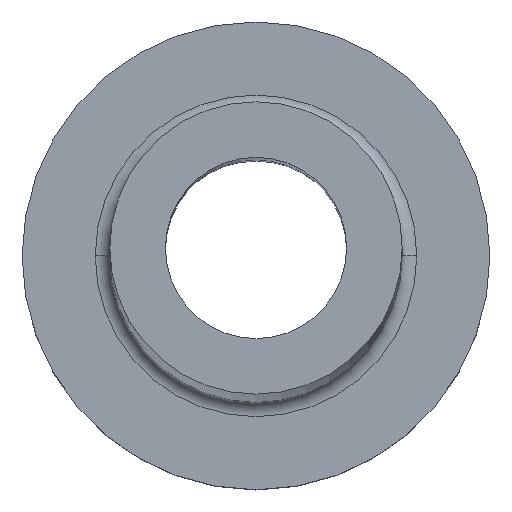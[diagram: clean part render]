
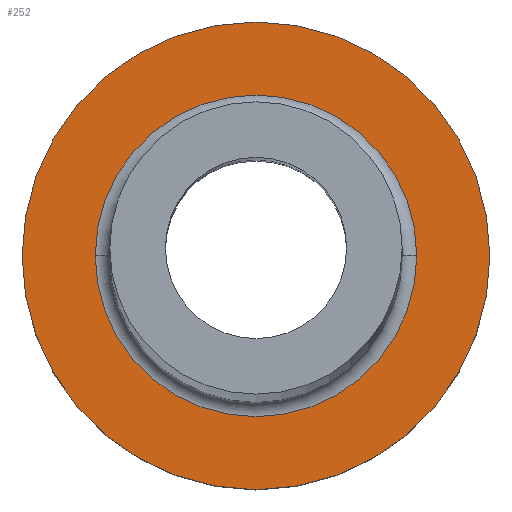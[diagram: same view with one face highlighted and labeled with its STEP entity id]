
A CAD part, top view. The second image highlights one B-rep face of the part: STEP entity #252.
In plain terms, the highlighted planar face has unit normal (0, 0, 1).
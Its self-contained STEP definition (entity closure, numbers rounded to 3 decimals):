
#8 = VERTEX_POINT ( 'NONE', #247 ) ;
#10 = PLANE ( 'NONE',  #376 ) ;
#24 = CARTESIAN_POINT ( 'NONE',  ( 8., 0., 5. ) ) ;
#29 = CARTESIAN_POINT ( 'NONE',  ( 0., 0., 5. ) ) ;
#35 = CIRCLE ( 'NONE', #206, 5.5 ) ;
#56 = ORIENTED_EDGE ( 'NONE', *, *, #198, .T. ) ;
#62 = FACE_BOUND ( 'NONE', #134, .T. ) ;
#73 = CARTESIAN_POINT ( 'NONE',  ( 0., 0., 5. ) ) ;
#79 = AXIS2_PLACEMENT_3D ( 'NONE', #125, #117, #403 ) ;
#85 = DIRECTION ( 'NONE',  ( 0., 0., 1. ) ) ;
#97 = VERTEX_POINT ( 'NONE', #108 ) ;
#108 = CARTESIAN_POINT ( 'NONE',  ( 5.5, 0., 5. ) ) ;
#111 = CIRCLE ( 'NONE', #79, 8. ) ;
#115 = AXIS2_PLACEMENT_3D ( 'NONE', #29, #138, #307 ) ;
#117 = DIRECTION ( 'NONE',  ( 0., 0., 1. ) ) ;
#122 = VERTEX_POINT ( 'NONE', #294 ) ;
#125 = CARTESIAN_POINT ( 'NONE',  ( 0., 0., 5. ) ) ;
#134 = EDGE_LOOP ( 'NONE', ( #402, #297 ) ) ;
#138 = DIRECTION ( 'NONE',  ( 0., 0., 1. ) ) ;
#152 = CARTESIAN_POINT ( 'NONE',  ( 0., 0., 5. ) ) ;
#191 = EDGE_CURVE ( 'NONE', #97, #122, #365, .T. ) ;
#197 = EDGE_LOOP ( 'NONE', ( #56, #330 ) ) ;
#198 = EDGE_CURVE ( 'NONE', #8, #362, #111, .T. ) ;
#206 = AXIS2_PLACEMENT_3D ( 'NONE', #73, #276, #242 ) ;
#208 = AXIS2_PLACEMENT_3D ( 'NONE', #227, #364, #292 ) ;
#227 = CARTESIAN_POINT ( 'NONE',  ( 0., 0., 5. ) ) ;
#242 = DIRECTION ( 'NONE',  ( 1., 0., 0. ) ) ;
#247 = CARTESIAN_POINT ( 'NONE',  ( -8., 0., 5. ) ) ;
#252 = ADVANCED_FACE ( 'NONE', ( #62, #261 ), #10, .T. ) ;
#261 = FACE_OUTER_BOUND ( 'NONE', #197, .T. ) ;
#276 = DIRECTION ( 'NONE',  ( 0., 0., -1. ) ) ;
#292 = DIRECTION ( 'NONE',  ( 1., 0., 0. ) ) ;
#294 = CARTESIAN_POINT ( 'NONE',  ( -5.5, 0., 5. ) ) ;
#297 = ORIENTED_EDGE ( 'NONE', *, *, #407, .T. ) ;
#303 = CIRCLE ( 'NONE', #115, 8. ) ;
#307 = DIRECTION ( 'NONE',  ( 1., 0., 0. ) ) ;
#330 = ORIENTED_EDGE ( 'NONE', *, *, #359, .T. ) ;
#359 = EDGE_CURVE ( 'NONE', #362, #8, #303, .T. ) ;
#362 = VERTEX_POINT ( 'NONE', #24 ) ;
#364 = DIRECTION ( 'NONE',  ( 0., 0., -1. ) ) ;
#365 = CIRCLE ( 'NONE', #208, 5.5 ) ;
#371 = DIRECTION ( 'NONE',  ( 1., 0., 0. ) ) ;
#376 = AXIS2_PLACEMENT_3D ( 'NONE', #152, #85, #371 ) ;
#402 = ORIENTED_EDGE ( 'NONE', *, *, #191, .T. ) ;
#403 = DIRECTION ( 'NONE',  ( 1., 0., 0. ) ) ;
#407 = EDGE_CURVE ( 'NONE', #122, #97, #35, .T. ) ;
